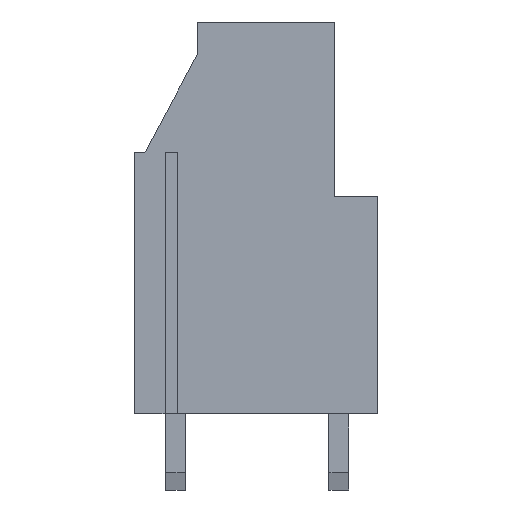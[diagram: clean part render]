
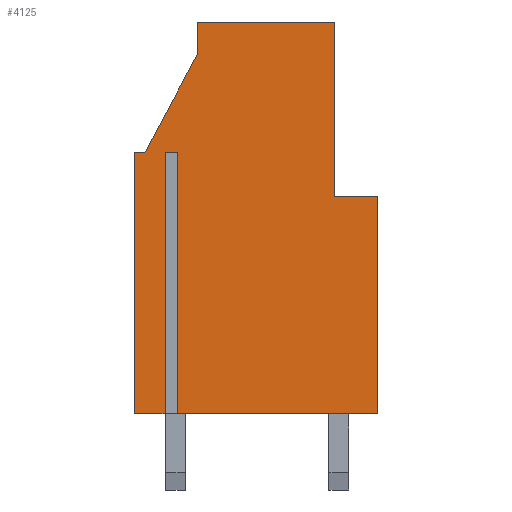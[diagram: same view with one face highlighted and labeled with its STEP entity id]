
A CAD part, front view. The second image highlights one B-rep face of the part: STEP entity #4125.
In plain terms, the highlighted planar face has unit normal (0, -1, 0).
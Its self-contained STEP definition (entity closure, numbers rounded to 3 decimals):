
#932=ORIENTED_EDGE('',*,*,#1485,.F.);
#933=ORIENTED_EDGE('',*,*,#1490,.T.);
#934=ORIENTED_EDGE('',*,*,#1479,.F.);
#935=ORIENTED_EDGE('',*,*,#1477,.F.);
#936=ORIENTED_EDGE('',*,*,#1491,.F.);
#937=ORIENTED_EDGE('',*,*,#1492,.T.);
#938=ORIENTED_EDGE('',*,*,#1493,.T.);
#939=ORIENTED_EDGE('',*,*,#1494,.F.);
#940=ORIENTED_EDGE('',*,*,#1495,.F.);
#941=ORIENTED_EDGE('',*,*,#1496,.F.);
#942=ORIENTED_EDGE('',*,*,#1497,.T.);
#943=ORIENTED_EDGE('',*,*,#1489,.T.);
#944=ORIENTED_EDGE('',*,*,#1486,.F.);
#1477=EDGE_CURVE('',#1824,#1825,#2253,.T.);
#1479=EDGE_CURVE('',#1825,#1826,#2255,.T.);
#1485=EDGE_CURVE('',#1828,#1827,#2259,.T.);
#1486=EDGE_CURVE('',#1827,#1829,#2260,.T.);
#1489=EDGE_CURVE('',#1830,#1829,#2263,.T.);
#1490=EDGE_CURVE('',#1828,#1826,#2264,.T.);
#1491=EDGE_CURVE('',#1831,#1824,#2265,.T.);
#1492=EDGE_CURVE('',#1831,#1832,#2266,.T.);
#1493=EDGE_CURVE('',#1832,#1833,#2267,.T.);
#1494=EDGE_CURVE('',#1834,#1833,#2268,.T.);
#1495=EDGE_CURVE('',#1835,#1834,#2269,.T.);
#1496=EDGE_CURVE('',#1836,#1835,#2270,.T.);
#1497=EDGE_CURVE('',#1836,#1830,#2271,.T.);
#1824=VERTEX_POINT('',#6096);
#1825=VERTEX_POINT('',#6098);
#1826=VERTEX_POINT('',#6102);
#1827=VERTEX_POINT('',#6109);
#1828=VERTEX_POINT('',#6111);
#1829=VERTEX_POINT('',#6115);
#1830=VERTEX_POINT('',#6119);
#1831=VERTEX_POINT('',#6124);
#1832=VERTEX_POINT('',#6126);
#1833=VERTEX_POINT('',#6128);
#1834=VERTEX_POINT('',#6130);
#1835=VERTEX_POINT('',#6132);
#1836=VERTEX_POINT('',#6134);
#2253=LINE('',#6097,#2701);
#2255=LINE('',#6101,#2703);
#2259=LINE('',#6112,#2707);
#2260=LINE('',#6114,#2708);
#2263=LINE('',#6120,#2711);
#2264=LINE('',#6122,#2712);
#2265=LINE('',#6123,#2713);
#2266=LINE('',#6125,#2714);
#2267=LINE('',#6127,#2715);
#2268=LINE('',#6129,#2716);
#2269=LINE('',#6131,#2717);
#2270=LINE('',#6133,#2718);
#2271=LINE('',#6135,#2719);
#2701=VECTOR('',#5113,1000.);
#2703=VECTOR('',#5117,1000.);
#2707=VECTOR('',#5129,1000.);
#2708=VECTOR('',#5132,1000.);
#2711=VECTOR('',#5137,1000.);
#2712=VECTOR('',#5140,1000.);
#2713=VECTOR('',#5141,1000.);
#2714=VECTOR('',#5142,1000.);
#2715=VECTOR('',#5143,1000.);
#2716=VECTOR('',#5144,1000.);
#2717=VECTOR('',#5145,1000.);
#2718=VECTOR('',#5146,1000.);
#2719=VECTOR('',#5147,1000.);
#2892=EDGE_LOOP('',(#932,#933,#934,#935,#936,#937,#938,#939,#940,#941,#942,
#943,#944));
#3060=FACE_BOUND('',#2892,.T.);
#3217=PLANE('',#4341);
#4125=ADVANCED_FACE('',(#3060),#3217,.F.);
#4341=AXIS2_PLACEMENT_3D('',#6121,#5138,#5139);
#5113=DIRECTION('',(0.471,0.,0.882));
#5117=DIRECTION('',(0.,0.,1.));
#5129=DIRECTION('',(0.,0.,-1.));
#5132=DIRECTION('',(1.,0.,0.));
#5137=DIRECTION('',(0.,0.,1.));
#5138=DIRECTION('',(0.,1.,0.));
#5139=DIRECTION('',(-1.,0.,0.));
#5140=DIRECTION('',(-1.,0.,0.));
#5141=DIRECTION('',(1.,0.,0.));
#5142=DIRECTION('',(0.,0.,-1.));
#5143=DIRECTION('',(1.,0.,0.));
#5144=DIRECTION('',(0.,0.,-1.));
#5145=DIRECTION('',(-1.,0.,0.));
#5146=DIRECTION('',(0.,0.,1.));
#5147=DIRECTION('',(1.,0.,0.));
#6096=CARTESIAN_POINT('',(0.5,-2.5,12.));
#6097=CARTESIAN_POINT('',(-6.433,-2.5,-1.));
#6098=CARTESIAN_POINT('',(2.9,-2.5,16.5));
#6101=CARTESIAN_POINT('',(2.9,-2.5,-1.));
#6102=CARTESIAN_POINT('',(2.9,-2.5,18.));
#6109=CARTESIAN_POINT('',(9.2,-2.5,10.));
#6111=CARTESIAN_POINT('',(9.2,-2.5,18.));
#6112=CARTESIAN_POINT('',(9.2,-2.5,18.));
#6114=CARTESIAN_POINT('',(9.038,-2.5,10.));
#6115=CARTESIAN_POINT('',(11.2,-2.5,10.));
#6119=CARTESIAN_POINT('',(11.2,-2.5,0.));
#6120=CARTESIAN_POINT('',(11.2,-2.5,-1.));
#6121=CARTESIAN_POINT('',(12.134,-2.5,19.8));
#6122=CARTESIAN_POINT('',(5.35,-2.5,18.));
#6123=CARTESIAN_POINT('',(5.35,-2.5,12.));
#6124=CARTESIAN_POINT('',(0.,-2.5,12.));
#6125=CARTESIAN_POINT('',(0.,-2.5,-1.));
#6126=CARTESIAN_POINT('',(0.,-2.5,0.));
#6127=CARTESIAN_POINT('',(5.35,-2.5,0.));
#6128=CARTESIAN_POINT('',(1.423,-2.5,0.));
#6129=CARTESIAN_POINT('',(1.423,-2.5,-1.));
#6130=CARTESIAN_POINT('',(1.423,-2.5,12.));
#6131=CARTESIAN_POINT('',(5.35,-2.5,12.));
#6132=CARTESIAN_POINT('',(1.977,-2.5,12.));
#6133=CARTESIAN_POINT('',(1.977,-2.5,-1.));
#6134=CARTESIAN_POINT('',(1.977,-2.5,0.));
#6135=CARTESIAN_POINT('',(5.35,-2.5,0.));
